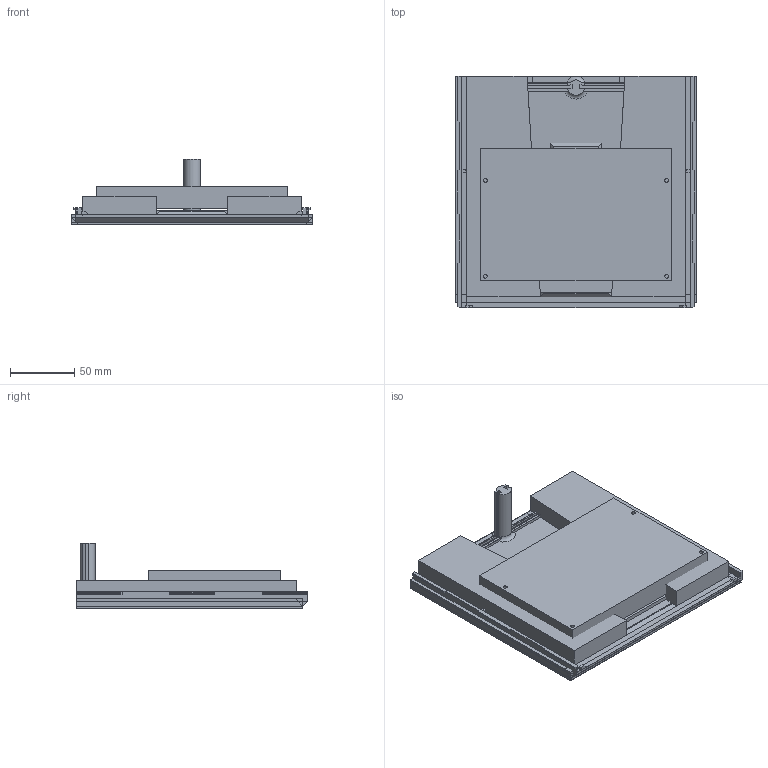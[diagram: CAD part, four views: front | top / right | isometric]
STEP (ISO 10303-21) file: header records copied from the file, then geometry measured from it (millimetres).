
FILE_DESCRIPTION(('HOOPS Exchange Step'),'2;1');
FILE_NAME('temp_export','2021-02-10T20:38:17+01:00',('mobile'),('Shapr3D Limited'),'HOOPS Exchange 2020.2','Shapr3D','Authorized');
FILE_SCHEMA( ('AP203_CONFIGURATION_CONTROLLED_3D_DESIGN_OF_MECHANICAL_PARTS_AND_ASSEMBLIES_MIM_LF') );
Length unit declared in the file: millimetre
Products named in the file (5): 0; BB7549BA-66E0-4146-9E47-391C6D75A87F.tmp
Assembly tree (4 placements, depth 3):
  BB7549BA-66E0-4146-9E47-391C6D75A87F.tmp
    0
      0
      0
      0
Bounding box: 188 x 180 x 51 mm (x, y, z)
Volume: 1511520.8 mm3; surface area: 524838.5 mm2
Topology: 31 solids, 31 shells, 498 faces, 1297 edges, 859 vertices
Faces by surface type: plane 436, cylinder 56, sphere 2, torus 2, bspline 2
Full cylindrical faces by diameter (mm): 2.4 x4, 3 x8, 6 x4
Entity records: 15598 total; most frequent: CARTESIAN_POINT 3046, ORIENTED_EDGE 2590, DIRECTION 2438, EDGE_CURVE 1295, VECTOR 1142, LINE 1142, VERTEX_POINT 859, AXIS2_PLACEMENT_3D 648
